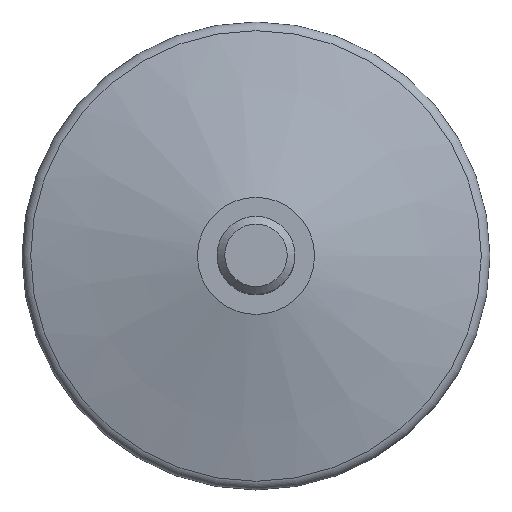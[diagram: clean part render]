
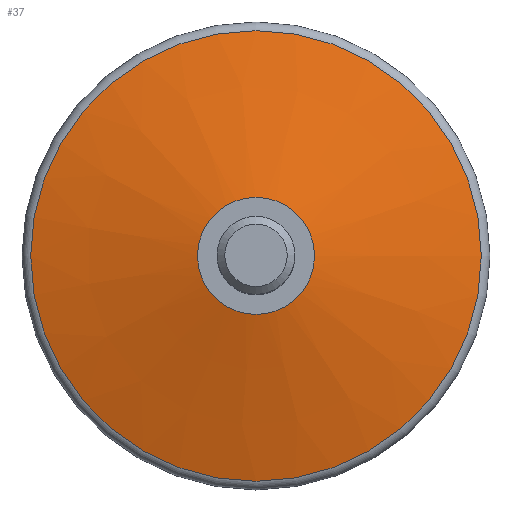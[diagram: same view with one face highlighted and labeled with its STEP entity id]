
A CAD part, top view. The second image highlights one B-rep face of the part: STEP entity #37.
In plain terms, the highlighted conical face has half-angle 75.069 degrees and reference radius 30 mm.
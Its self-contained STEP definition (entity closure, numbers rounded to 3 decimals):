
#37 = ADVANCED_FACE( '', ( #75, #76 ), #77, .T. );
#75 = FACE_OUTER_BOUND( '', #116, .T. );
#76 = FACE_BOUND( '', #117, .T. );
#77 = CONICAL_SURFACE( '', #118, 30., 1.31 );
#116 = EDGE_LOOP( '', ( #155 ) );
#117 = EDGE_LOOP( '', ( #156 ) );
#118 = AXIS2_PLACEMENT_3D( '', #157, #158, #159 );
#155 = ORIENTED_EDGE( '', *, *, #201, .T. );
#156 = ORIENTED_EDGE( '', *, *, #202, .F. );
#157 = CARTESIAN_POINT( '', ( 0., 0., 6. ) );
#158 = DIRECTION( '', ( 0., 0., -1. ) );
#159 = DIRECTION( '', ( -1., 0., 0. ) );
#201 = EDGE_CURVE( '', #221, #221, #222, .T. );
#202 = EDGE_CURVE( '', #223, #223, #224, .T. );
#221 = VERTEX_POINT( '', #246 );
#222 = CIRCLE( '', #247, 28.886 );
#223 = VERTEX_POINT( '', #248 );
#224 = CIRCLE( '', #249, 7.5 );
#246 = CARTESIAN_POINT( '', ( 28.886, 0., 6.297 ) );
#247 = AXIS2_PLACEMENT_3D( '', #271, #272, #273 );
#248 = CARTESIAN_POINT( '', ( 7.5, 0., 12. ) );
#249 = AXIS2_PLACEMENT_3D( '', #274, #275, #276 );
#271 = CARTESIAN_POINT( '', ( 0., 0., 6.297 ) );
#272 = DIRECTION( '', ( 0., 0., 1. ) );
#273 = DIRECTION( '', ( 1., 0., 0. ) );
#274 = CARTESIAN_POINT( '', ( 0., 0., 12. ) );
#275 = DIRECTION( '', ( 0., 0., 1. ) );
#276 = DIRECTION( '', ( 1., 0., 0. ) );
